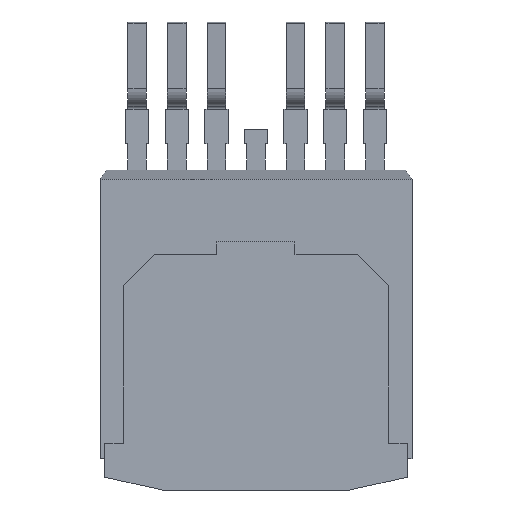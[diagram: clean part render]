
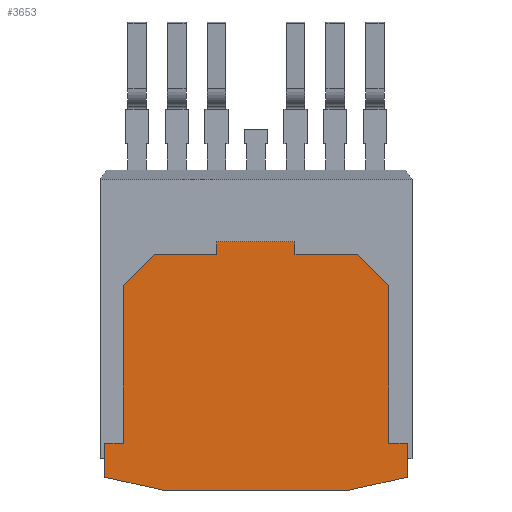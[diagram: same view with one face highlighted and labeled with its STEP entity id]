
A CAD part, front view. The second image highlights one B-rep face of the part: STEP entity #3653.
In plain terms, the highlighted planar face has unit normal (0, -1, 0).
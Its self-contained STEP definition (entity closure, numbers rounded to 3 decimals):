
#54 = VERTEX_POINT ( 'NONE', #5011 ) ;
#65 = CARTESIAN_POINT ( 'NONE',  ( -4.85, 0., -6. ) ) ;
#72 = VECTOR ( 'NONE', #4501, 1000. ) ;
#333 = LINE ( 'NONE', #5138, #569 ) ;
#335 = CARTESIAN_POINT ( 'NONE',  ( -4.85, 0., -7.09 ) ) ;
#438 = VECTOR ( 'NONE', #2219, 1000. ) ;
#525 = EDGE_CURVE ( 'NONE', #3467, #1096, #5020, .T. ) ;
#529 = DIRECTION ( 'NONE',  ( 0., -1., 0. ) ) ;
#569 = VECTOR ( 'NONE', #3834, 1000. ) ;
#580 = VERTEX_POINT ( 'NONE', #4564 ) ;
#591 = ORIENTED_EDGE ( 'NONE', *, *, #5318, .F. ) ;
#610 = ORIENTED_EDGE ( 'NONE', *, *, #3948, .F. ) ;
#657 = VERTEX_POINT ( 'NONE', #3026 ) ;
#762 = LINE ( 'NONE', #2175, #4687 ) ;
#791 = DIRECTION ( 'NONE',  ( 0., 0., -1. ) ) ;
#811 = ORIENTED_EDGE ( 'NONE', *, *, #2412, .F. ) ;
#875 = DIRECTION ( 'NONE',  ( 1., 0., 0. ) ) ;
#916 = ORIENTED_EDGE ( 'NONE', *, *, #1655, .F. ) ;
#917 = EDGE_CURVE ( 'NONE', #960, #54, #5258, .T. ) ;
#958 = PLANE ( 'NONE',  #5277 ) ;
#960 = VERTEX_POINT ( 'NONE', #3916 ) ;
#982 = CARTESIAN_POINT ( 'NONE',  ( 3., 0., -7.5 ) ) ;
#1096 = VERTEX_POINT ( 'NONE', #2889 ) ;
#1243 = VERTEX_POINT ( 'NONE', #2570 ) ;
#1274 = EDGE_CURVE ( 'NONE', #2342, #3467, #3935, .T. ) ;
#1349 = EDGE_CURVE ( 'NONE', #580, #5386, #5372, .T. ) ;
#1379 = CARTESIAN_POINT ( 'NONE',  ( 1.25, 0., 0.45 ) ) ;
#1428 = VERTEX_POINT ( 'NONE', #2753 ) ;
#1430 = VECTOR ( 'NONE', #4482, 1000. ) ;
#1434 = VERTEX_POINT ( 'NONE', #2341 ) ;
#1463 = DIRECTION ( 'NONE',  ( 1., 0., 0. ) ) ;
#1489 = DIRECTION ( 'NONE',  ( 0., 0., -1. ) ) ;
#1506 = LINE ( 'NONE', #1923, #1430 ) ;
#1628 = DIRECTION ( 'NONE',  ( 1., 0., 0. ) ) ;
#1655 = EDGE_CURVE ( 'NONE', #4400, #5183, #4020, .T. ) ;
#1656 = DIRECTION ( 'NONE',  ( 0., 0., -1. ) ) ;
#1676 = VECTOR ( 'NONE', #1628, 1000. ) ;
#1781 = CARTESIAN_POINT ( 'NONE',  ( 1.25, 0., 0.45 ) ) ;
#1900 = LINE ( 'NONE', #3646, #3086 ) ;
#1913 = EDGE_LOOP ( 'NONE', ( #811, #916, #4921, #610, #5101, #4559, #4014, #5378, #4376, #2544, #591, #4281, #4193, #3975, #4388, #2749 ) ) ;
#1923 = CARTESIAN_POINT ( 'NONE',  ( 4.85, 0., -7.09 ) ) ;
#1975 = CARTESIAN_POINT ( 'NONE',  ( 0., 0., 0. ) ) ;
#2025 = LINE ( 'NONE', #5488, #3545 ) ;
#2115 = CARTESIAN_POINT ( 'NONE',  ( -4.85, 0., -7.09 ) ) ;
#2175 = CARTESIAN_POINT ( 'NONE',  ( -1.25, 0., 0.05 ) ) ;
#2219 = DIRECTION ( 'NONE',  ( -0.976, 0., 0.216 ) ) ;
#2341 = CARTESIAN_POINT ( 'NONE',  ( 4.25, 0., -6. ) ) ;
#2342 = VERTEX_POINT ( 'NONE', #2685 ) ;
#2404 = VERTEX_POINT ( 'NONE', #982 ) ;
#2412 = EDGE_CURVE ( 'NONE', #5183, #2342, #4476, .T. ) ;
#2418 = CARTESIAN_POINT ( 'NONE',  ( -1.25, 0., 0.45 ) ) ;
#2454 = VECTOR ( 'NONE', #875, 1000. ) ;
#2501 = CARTESIAN_POINT ( 'NONE',  ( -4.25, 0., -0.95 ) ) ;
#2544 = ORIENTED_EDGE ( 'NONE', *, *, #3161, .F. ) ;
#2570 = CARTESIAN_POINT ( 'NONE',  ( -1.25, 0., 0.05 ) ) ;
#2649 = CARTESIAN_POINT ( 'NONE',  ( 3.25, 0., 0.05 ) ) ;
#2685 = CARTESIAN_POINT ( 'NONE',  ( -4.25, 0., -6. ) ) ;
#2749 = ORIENTED_EDGE ( 'NONE', *, *, #1274, .F. ) ;
#2753 = CARTESIAN_POINT ( 'NONE',  ( -3., 0., -7.5 ) ) ;
#2824 = CARTESIAN_POINT ( 'NONE',  ( -4.25, 0., -6. ) ) ;
#2889 = CARTESIAN_POINT ( 'NONE',  ( -3.25, 0., 0.05 ) ) ;
#3026 = CARTESIAN_POINT ( 'NONE',  ( 1.25, 0., 0.05 ) ) ;
#3027 = EDGE_CURVE ( 'NONE', #54, #1434, #1900, .T. ) ;
#3058 = EDGE_CURVE ( 'NONE', #3404, #5413, #2025, .T. ) ;
#3086 = VECTOR ( 'NONE', #1489, 1000. ) ;
#3161 = EDGE_CURVE ( 'NONE', #657, #960, #333, .T. ) ;
#3281 = FACE_OUTER_BOUND ( 'NONE', #1913, .T. ) ;
#3298 = EDGE_CURVE ( 'NONE', #5413, #2404, #1506, .T. ) ;
#3315 = LINE ( 'NONE', #5544, #1676 ) ;
#3331 = VECTOR ( 'NONE', #3400, 1000. ) ;
#3400 = DIRECTION ( 'NONE',  ( 0., 0., 1. ) ) ;
#3404 = VERTEX_POINT ( 'NONE', #4613 ) ;
#3407 = DIRECTION ( 'NONE',  ( 0.707, 0., -0.707 ) ) ;
#3425 = CARTESIAN_POINT ( 'NONE',  ( -4.85, 0., -6.5 ) ) ;
#3467 = VERTEX_POINT ( 'NONE', #2501 ) ;
#3545 = VECTOR ( 'NONE', #1656, 1000. ) ;
#3594 = DIRECTION ( 'NONE',  ( 0.707, 0., 0.707 ) ) ;
#3646 = CARTESIAN_POINT ( 'NONE',  ( 4.25, 0., -0.95 ) ) ;
#3653 = ADVANCED_FACE ( 'NONE', ( #3281 ), #958, .T. ) ;
#3782 = VECTOR ( 'NONE', #791, 1000. ) ;
#3818 = LINE ( 'NONE', #5556, #3782 ) ;
#3834 = DIRECTION ( 'NONE',  ( 1., 0., 0. ) ) ;
#3882 = LINE ( 'NONE', #4313, #4084 ) ;
#3916 = CARTESIAN_POINT ( 'NONE',  ( 3.25, 0., 0.05 ) ) ;
#3935 = LINE ( 'NONE', #5629, #3331 ) ;
#3948 = EDGE_CURVE ( 'NONE', #2404, #1428, #3882, .T. ) ;
#3975 = ORIENTED_EDGE ( 'NONE', *, *, #4044, .F. ) ;
#3986 = DIRECTION ( 'NONE',  ( 0., 0., 1. ) ) ;
#4002 = LINE ( 'NONE', #335, #438 ) ;
#4014 = ORIENTED_EDGE ( 'NONE', *, *, #4365, .F. ) ;
#4020 = LINE ( 'NONE', #3425, #4790 ) ;
#4044 = EDGE_CURVE ( 'NONE', #1096, #1243, #762, .T. ) ;
#4084 = VECTOR ( 'NONE', #4255, 1000. ) ;
#4185 = LINE ( 'NONE', #2418, #72 ) ;
#4193 = ORIENTED_EDGE ( 'NONE', *, *, #5042, .F. ) ;
#4255 = DIRECTION ( 'NONE',  ( -1., 0., 0. ) ) ;
#4281 = ORIENTED_EDGE ( 'NONE', *, *, #1349, .F. ) ;
#4313 = CARTESIAN_POINT ( 'NONE',  ( -3., 0., -7.5 ) ) ;
#4365 = EDGE_CURVE ( 'NONE', #1434, #3404, #3315, .T. ) ;
#4376 = ORIENTED_EDGE ( 'NONE', *, *, #917, .F. ) ;
#4388 = ORIENTED_EDGE ( 'NONE', *, *, #525, .F. ) ;
#4400 = VERTEX_POINT ( 'NONE', #2115 ) ;
#4476 = LINE ( 'NONE', #2824, #4541 ) ;
#4482 = DIRECTION ( 'NONE',  ( -0.976, 0., -0.216 ) ) ;
#4487 = EDGE_CURVE ( 'NONE', #1428, #4400, #4002, .T. ) ;
#4501 = DIRECTION ( 'NONE',  ( 0., 0., 1. ) ) ;
#4541 = VECTOR ( 'NONE', #1463, 1000. ) ;
#4559 = ORIENTED_EDGE ( 'NONE', *, *, #3058, .F. ) ;
#4564 = CARTESIAN_POINT ( 'NONE',  ( -1.25, 0., 0.45 ) ) ;
#4613 = CARTESIAN_POINT ( 'NONE',  ( 4.85, 0., -6. ) ) ;
#4687 = VECTOR ( 'NONE', #4695, 1000. ) ;
#4695 = DIRECTION ( 'NONE',  ( 1., 0., 0. ) ) ;
#4700 = VECTOR ( 'NONE', #3407, 1000. ) ;
#4790 = VECTOR ( 'NONE', #3986, 1000. ) ;
#4921 = ORIENTED_EDGE ( 'NONE', *, *, #4487, .F. ) ;
#5011 = CARTESIAN_POINT ( 'NONE',  ( 4.25, 0., -0.95 ) ) ;
#5020 = LINE ( 'NONE', #5334, #5151 ) ;
#5042 = EDGE_CURVE ( 'NONE', #1243, #580, #4185, .T. ) ;
#5101 = ORIENTED_EDGE ( 'NONE', *, *, #3298, .F. ) ;
#5138 = CARTESIAN_POINT ( 'NONE',  ( 1.25, 0., 0.05 ) ) ;
#5151 = VECTOR ( 'NONE', #3594, 1000. ) ;
#5183 = VERTEX_POINT ( 'NONE', #65 ) ;
#5258 = LINE ( 'NONE', #2649, #4700 ) ;
#5277 = AXIS2_PLACEMENT_3D ( 'NONE', #1975, #529, #5414 ) ;
#5288 = CARTESIAN_POINT ( 'NONE',  ( 4.85, 0., -7.09 ) ) ;
#5318 = EDGE_CURVE ( 'NONE', #5386, #657, #3818, .T. ) ;
#5334 = CARTESIAN_POINT ( 'NONE',  ( -3.25, 0., 0.05 ) ) ;
#5372 = LINE ( 'NONE', #1379, #2454 ) ;
#5378 = ORIENTED_EDGE ( 'NONE', *, *, #3027, .F. ) ;
#5386 = VERTEX_POINT ( 'NONE', #1781 ) ;
#5413 = VERTEX_POINT ( 'NONE', #5288 ) ;
#5414 = DIRECTION ( 'NONE',  ( 0., 0., -1. ) ) ;
#5488 = CARTESIAN_POINT ( 'NONE',  ( 4.85, 0., -6.5 ) ) ;
#5544 = CARTESIAN_POINT ( 'NONE',  ( 4.25, 0., -6. ) ) ;
#5556 = CARTESIAN_POINT ( 'NONE',  ( 1.25, 0., 0.45 ) ) ;
#5629 = CARTESIAN_POINT ( 'NONE',  ( -4.25, 0., -0.95 ) ) ;
